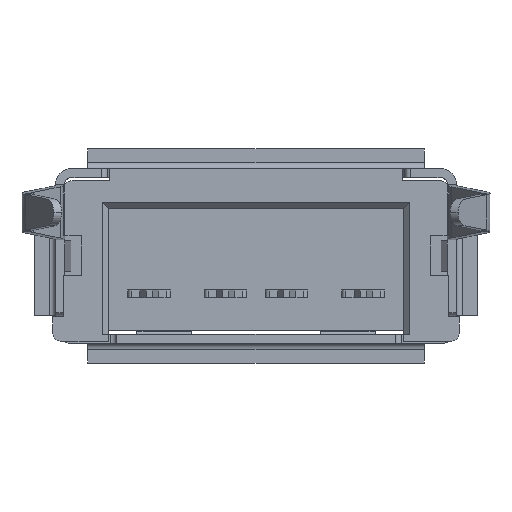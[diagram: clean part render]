
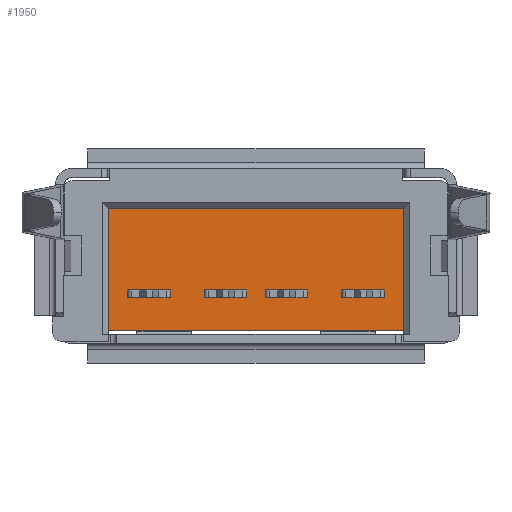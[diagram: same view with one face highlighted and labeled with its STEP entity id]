
A CAD part, front view. The second image highlights one B-rep face of the part: STEP entity #1950.
In plain terms, the highlighted planar face has unit normal (0, -1, 0).
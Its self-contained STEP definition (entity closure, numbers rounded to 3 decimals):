
#366 = VERTEX_POINT ( 'NONE', #3483 ) ;
#952 = CARTESIAN_POINT ( 'NONE',  ( 4.825, 2.6, 0.135 ) ) ;
#1950 = ADVANCED_FACE ( 'NONE', ( #7526 ), #20624, .T. ) ;
#2018 = ORIENTED_EDGE ( 'NONE', *, *, #12414, .T. ) ;
#2174 = LINE ( 'NONE', #13256, #12778 ) ;
#2500 = CARTESIAN_POINT ( 'NONE',  ( 4.825, 2.6, -3.865 ) ) ;
#2921 = ORIENTED_EDGE ( 'NONE', *, *, #16138, .T. ) ;
#3483 = CARTESIAN_POINT ( 'NONE',  ( -4.825, 2.6, -3.865 ) ) ;
#3765 = LINE ( 'NONE', #2500, #12044 ) ;
#4703 = CARTESIAN_POINT ( 'NONE',  ( -4.825, 2.6, 0.135 ) ) ;
#5134 = LINE ( 'NONE', #8569, #9994 ) ;
#5393 = EDGE_CURVE ( 'NONE', #12954, #366, #5134, .T. ) ;
#5435 = ORIENTED_EDGE ( 'NONE', *, *, #9646, .T. ) ;
#6744 = EDGE_LOOP ( 'NONE', ( #15348, #2018, #5435, #2921 ) ) ;
#7442 = VERTEX_POINT ( 'NONE', #17511 ) ;
#7526 = FACE_OUTER_BOUND ( 'NONE', #6744, .T. ) ;
#7622 = DIRECTION ( 'NONE',  ( 0., -1., 0. ) ) ;
#8569 = CARTESIAN_POINT ( 'NONE',  ( -4.825, 2.6, 0.135 ) ) ;
#8721 = DIRECTION ( 'NONE',  ( -1., 0., 0. ) ) ;
#9646 = EDGE_CURVE ( 'NONE', #7442, #11521, #3765, .T. ) ;
#9994 = VECTOR ( 'NONE', #10136, 1000. ) ;
#10136 = DIRECTION ( 'NONE',  ( 0., 0., -1. ) ) ;
#10744 = CARTESIAN_POINT ( 'NONE',  ( 0., 2.6, -1.415 ) ) ;
#11521 = VERTEX_POINT ( 'NONE', #952 ) ;
#12044 = VECTOR ( 'NONE', #16829, 1000. ) ;
#12414 = EDGE_CURVE ( 'NONE', #366, #7442, #20142, .T. ) ;
#12778 = VECTOR ( 'NONE', #8721, 1000. ) ;
#12954 = VERTEX_POINT ( 'NONE', #4703 ) ;
#13256 = CARTESIAN_POINT ( 'NONE',  ( 4.825, 2.6, 0.135 ) ) ;
#13914 = DIRECTION ( 'NONE',  ( 1., 0., 0. ) ) ;
#15348 = ORIENTED_EDGE ( 'NONE', *, *, #5393, .T. ) ;
#15500 = CARTESIAN_POINT ( 'NONE',  ( 0., 2.6, -3.865 ) ) ;
#16019 = AXIS2_PLACEMENT_3D ( 'NONE', #10744, #7622, #13914 ) ;
#16138 = EDGE_CURVE ( 'NONE', #11521, #12954, #2174, .T. ) ;
#16829 = DIRECTION ( 'NONE',  ( 0., 0., 1. ) ) ;
#17511 = CARTESIAN_POINT ( 'NONE',  ( 4.825, 2.6, -3.865 ) ) ;
#18567 = DIRECTION ( 'NONE',  ( 1., 0., 0. ) ) ;
#20142 = LINE ( 'NONE', #15500, #20545 ) ;
#20545 = VECTOR ( 'NONE', #18567, 1000. ) ;
#20624 = PLANE ( 'NONE',  #16019 ) ;
